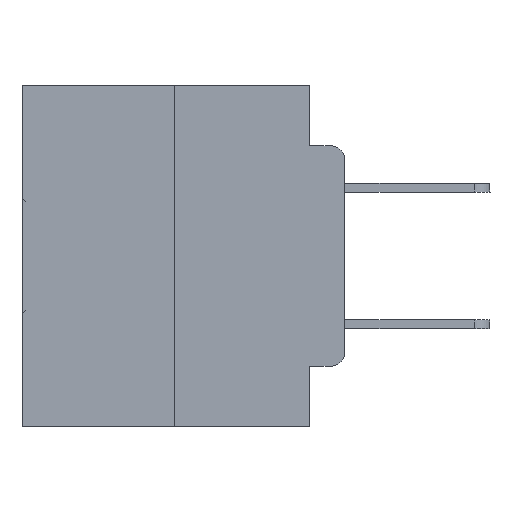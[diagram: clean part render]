
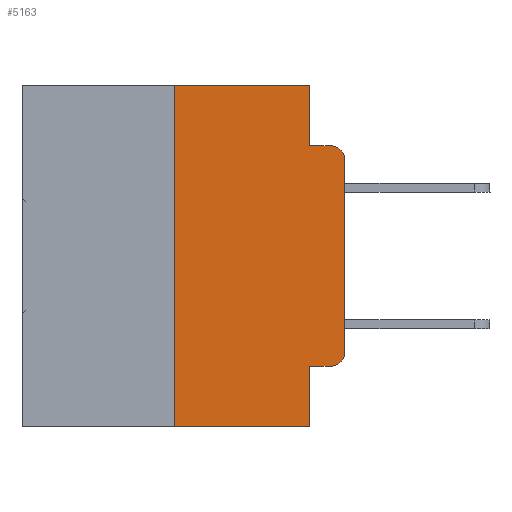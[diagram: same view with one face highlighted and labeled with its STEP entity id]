
A CAD part, left-side view. The second image highlights one B-rep face of the part: STEP entity #5163.
In plain terms, the highlighted planar face has unit normal (-1, 0, 0).
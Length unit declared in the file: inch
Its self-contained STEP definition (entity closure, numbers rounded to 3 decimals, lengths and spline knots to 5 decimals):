
#129 = CARTESIAN_POINT ( 'NONE',  ( 0., 0.473, 0. ) ) ;
#769 = DIRECTION ( 'NONE',  ( 1., 0., 0. ) ) ;
#968 = VECTOR ( 'NONE', #23136, 39.37008 ) ;
#1208 = EDGE_CURVE ( 'NONE', #24232, #8668, #17072, .T. ) ;
#2156 = LINE ( 'NONE', #29512, #7232 ) ;
#2514 = CARTESIAN_POINT ( 'NONE',  ( 0., 0.25, 0. ) ) ;
#2784 = DIRECTION ( 'NONE',  ( 0., -1., 0. ) ) ;
#2948 = EDGE_CURVE ( 'NONE', #8668, #21128, #23382, .T. ) ;
#3113 = VECTOR ( 'NONE', #6373, 39.37008 ) ;
#3360 = CIRCLE ( 'NONE', #28985, 0.02 ) ;
#3934 = CARTESIAN_POINT ( 'NONE',  ( 0., 0.051, -0.4115 ) ) ;
#4004 = VERTEX_POINT ( 'NONE', #27083 ) ;
#4611 = DIRECTION ( 'NONE',  ( 0., -1., 0. ) ) ;
#5053 = DIRECTION ( 'NONE',  ( 0., -1., 0. ) ) ;
#5095 = VECTOR ( 'NONE', #7435, 39.37008 ) ;
#5163 = ADVANCED_FACE ( 'NONE', ( #17505 ), #25343, .F. ) ;
#6060 = DIRECTION ( 'NONE',  ( 0., 0., 1. ) ) ;
#6373 = DIRECTION ( 'NONE',  ( 0., 0., -1. ) ) ;
#6550 = ORIENTED_EDGE ( 'NONE', *, *, #27689, .T. ) ;
#6557 = LINE ( 'NONE', #30950, #29416 ) ;
#7076 = ORIENTED_EDGE ( 'NONE', *, *, #7890, .F. ) ;
#7232 = VECTOR ( 'NONE', #4611, 39.37008 ) ;
#7246 = EDGE_CURVE ( 'NONE', #21556, #4004, #23789, .T. ) ;
#7435 = DIRECTION ( 'NONE',  ( 0., 0., 1. ) ) ;
#7523 = VERTEX_POINT ( 'NONE', #12941 ) ;
#7780 = AXIS2_PLACEMENT_3D ( 'NONE', #129, #769, #30607 ) ;
#7873 = CARTESIAN_POINT ( 'NONE',  ( 0., 0.02, -0.3915 ) ) ;
#7890 = EDGE_CURVE ( 'NONE', #30802, #11224, #26152, .T. ) ;
#8184 = ORIENTED_EDGE ( 'NONE', *, *, #7246, .F. ) ;
#8563 = ORIENTED_EDGE ( 'NONE', *, *, #14704, .F. ) ;
#8668 = VERTEX_POINT ( 'NONE', #10082 ) ;
#8879 = EDGE_CURVE ( 'NONE', #4004, #21128, #19383, .T. ) ;
#9504 = VECTOR ( 'NONE', #23615, 39.37008 ) ;
#9812 = VECTOR ( 'NONE', #2784, 39.37008 ) ;
#10082 = CARTESIAN_POINT ( 'NONE',  ( 0., 0., -0.1085 ) ) ;
#11224 = VERTEX_POINT ( 'NONE', #22666 ) ;
#11362 = CARTESIAN_POINT ( 'NONE',  ( 0., 0.051, 0. ) ) ;
#11663 = DIRECTION ( 'NONE',  ( -1., 0., 0. ) ) ;
#12066 = EDGE_LOOP ( 'NONE', ( #15305, #26285, #25122, #8184, #8563, #22036, #20637, #7076, #6550, #22788 ) ) ;
#12156 = CARTESIAN_POINT ( 'NONE',  ( 0., 0.02, -0.1085 ) ) ;
#12600 = CARTESIAN_POINT ( 'NONE',  ( 0., 0.473, 0. ) ) ;
#12941 = CARTESIAN_POINT ( 'NONE',  ( 0., 0.25, -0.5 ) ) ;
#14309 = EDGE_CURVE ( 'NONE', #30952, #24232, #3360, .T. ) ;
#14704 = EDGE_CURVE ( 'NONE', #30124, #21556, #23032, .T. ) ;
#14928 = DIRECTION ( 'NONE',  ( -1., 0., 0. ) ) ;
#15249 = CARTESIAN_POINT ( 'NONE',  ( 0., 0.051, -0.4115 ) ) ;
#15305 = ORIENTED_EDGE ( 'NONE', *, *, #1208, .T. ) ;
#16705 = EDGE_CURVE ( 'NONE', #7523, #11224, #2156, .T. ) ;
#17072 = LINE ( 'NONE', #19876, #5095 ) ;
#17505 = FACE_OUTER_BOUND ( 'NONE', #12066, .T. ) ;
#18179 = CARTESIAN_POINT ( 'NONE',  ( 0., 0.02, -0.0885 ) ) ;
#19383 = LINE ( 'NONE', #26893, #9504 ) ;
#19876 = CARTESIAN_POINT ( 'NONE',  ( 0., 0., 0. ) ) ;
#20637 = ORIENTED_EDGE ( 'NONE', *, *, #16705, .T. ) ;
#21128 = VERTEX_POINT ( 'NONE', #18179 ) ;
#21287 = EDGE_CURVE ( 'NONE', #7523, #30124, #6557, .T. ) ;
#21556 = VERTEX_POINT ( 'NONE', #30265 ) ;
#22036 = ORIENTED_EDGE ( 'NONE', *, *, #21287, .F. ) ;
#22666 = CARTESIAN_POINT ( 'NONE',  ( 0., 0.051, -0.5 ) ) ;
#22788 = ORIENTED_EDGE ( 'NONE', *, *, #14309, .T. ) ;
#22902 = DIRECTION ( 'NONE',  ( 0., 0., -1. ) ) ;
#23032 = LINE ( 'NONE', #12600, #23783 ) ;
#23136 = DIRECTION ( 'NONE',  ( 0., 0., -1. ) ) ;
#23382 = CIRCLE ( 'NONE', #27582, 0.02 ) ;
#23615 = DIRECTION ( 'NONE',  ( 0., -1., 0. ) ) ;
#23783 = VECTOR ( 'NONE', #5053, 39.37008 ) ;
#23789 = LINE ( 'NONE', #11362, #968 ) ;
#24232 = VERTEX_POINT ( 'NONE', #28933 ) ;
#25122 = ORIENTED_EDGE ( 'NONE', *, *, #8879, .F. ) ;
#25343 = PLANE ( 'NONE',  #7780 ) ;
#26152 = LINE ( 'NONE', #28777, #3113 ) ;
#26285 = ORIENTED_EDGE ( 'NONE', *, *, #2948, .T. ) ;
#26703 = DIRECTION ( 'NONE',  ( 0., 0., -1. ) ) ;
#26893 = CARTESIAN_POINT ( 'NONE',  ( 0., 0.051, -0.0885 ) ) ;
#27083 = CARTESIAN_POINT ( 'NONE',  ( 0., 0.051, -0.0885 ) ) ;
#27582 = AXIS2_PLACEMENT_3D ( 'NONE', #12156, #11663, #26703 ) ;
#27689 = EDGE_CURVE ( 'NONE', #30802, #30952, #28148, .T. ) ;
#28148 = LINE ( 'NONE', #15249, #9812 ) ;
#28777 = CARTESIAN_POINT ( 'NONE',  ( 0., 0.051, 0. ) ) ;
#28933 = CARTESIAN_POINT ( 'NONE',  ( 0., 0., -0.3915 ) ) ;
#28981 = CARTESIAN_POINT ( 'NONE',  ( 0., 0.02, -0.4115 ) ) ;
#28985 = AXIS2_PLACEMENT_3D ( 'NONE', #7873, #14928, #22902 ) ;
#29416 = VECTOR ( 'NONE', #6060, 39.37008 ) ;
#29512 = CARTESIAN_POINT ( 'NONE',  ( 0., 0.473, -0.5 ) ) ;
#30124 = VERTEX_POINT ( 'NONE', #2514 ) ;
#30265 = CARTESIAN_POINT ( 'NONE',  ( 0., 0.051, 0. ) ) ;
#30607 = DIRECTION ( 'NONE',  ( 0., 0., -1. ) ) ;
#30802 = VERTEX_POINT ( 'NONE', #3934 ) ;
#30950 = CARTESIAN_POINT ( 'NONE',  ( 0., 0.25, 0. ) ) ;
#30952 = VERTEX_POINT ( 'NONE', #28981 ) ;
